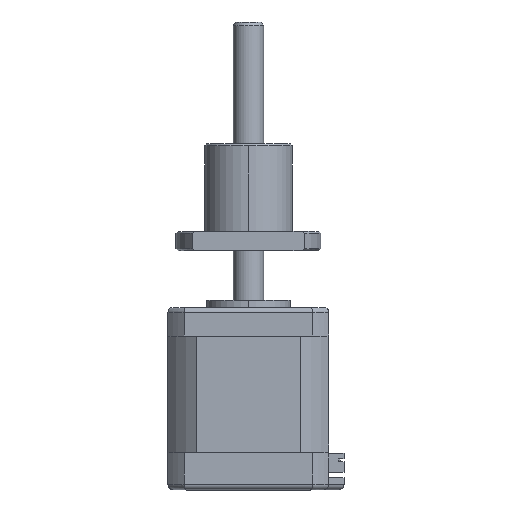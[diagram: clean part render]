
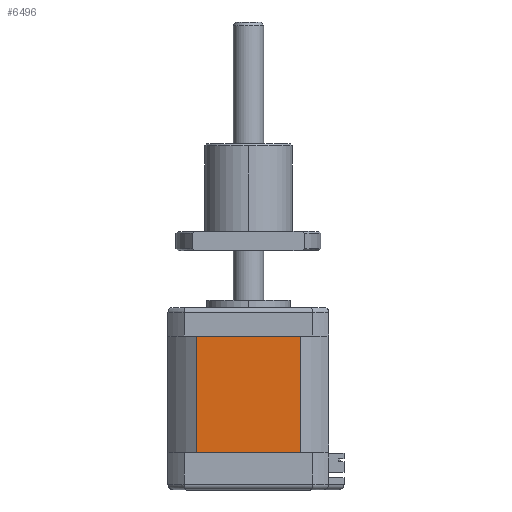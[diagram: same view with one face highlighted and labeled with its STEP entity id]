
A CAD part, top view. The second image highlights one B-rep face of the part: STEP entity #6496.
In plain terms, the highlighted planar face has unit normal (0, 0, 1).
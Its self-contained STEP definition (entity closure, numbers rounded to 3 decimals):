
#324 = LINE ( 'NONE', #1743, #8820 ) ;
#1023 = AXIS2_PLACEMENT_3D ( 'NONE', #2208, #7969, #3047 ) ;
#1127 = VECTOR ( 'NONE', #7543, 1000. ) ;
#1433 = EDGE_CURVE ( 'NONE', #10247, #6662, #7248, .T. ) ;
#1488 = CARTESIAN_POINT ( 'NONE',  ( 8.885, 14.443, 37.738 ) ) ;
#1625 = PLANE ( 'NONE',  #1023 ) ;
#1743 = CARTESIAN_POINT ( 'NONE',  ( 8.885, -16.057, 37.738 ) ) ;
#1756 = CARTESIAN_POINT ( 'NONE',  ( -18.303, -16.057, 37.738 ) ) ;
#2208 = CARTESIAN_POINT ( 'NONE',  ( 8.885, -16.057, 37.738 ) ) ;
#2477 = CARTESIAN_POINT ( 'NONE',  ( 8.885, 14.443, 37.738 ) ) ;
#2582 = LINE ( 'NONE', #1488, #8866 ) ;
#2964 = EDGE_CURVE ( 'NONE', #5913, #10566, #3347, .T. ) ;
#3047 = DIRECTION ( 'NONE',  ( 1., 0., 0. ) ) ;
#3330 = EDGE_CURVE ( 'NONE', #6662, #10566, #2582, .T. ) ;
#3347 = LINE ( 'NONE', #1756, #1127 ) ;
#3602 = CARTESIAN_POINT ( 'NONE',  ( 8.885, -16.057, 37.738 ) ) ;
#4449 = ORIENTED_EDGE ( 'NONE', *, *, #2964, .F. ) ;
#5068 = DIRECTION ( 'NONE',  ( -1., 0., 0. ) ) ;
#5085 = VECTOR ( 'NONE', #8541, 1000. ) ;
#5625 = DIRECTION ( 'NONE',  ( -1., 0., 0. ) ) ;
#5913 = VERTEX_POINT ( 'NONE', #10492 ) ;
#6496 = ADVANCED_FACE ( 'NONE', ( #8415 ), #1625, .F. ) ;
#6662 = VERTEX_POINT ( 'NONE', #2477 ) ;
#6768 = CARTESIAN_POINT ( 'NONE',  ( 8.885, -16.057, 37.738 ) ) ;
#7248 = LINE ( 'NONE', #6768, #5085 ) ;
#7286 = CARTESIAN_POINT ( 'NONE',  ( -18.303, 14.443, 37.738 ) ) ;
#7543 = DIRECTION ( 'NONE',  ( 0., 1., 0. ) ) ;
#7634 = EDGE_LOOP ( 'NONE', ( #9744, #4449, #8730, #8722 ) ) ;
#7966 = EDGE_CURVE ( 'NONE', #10247, #5913, #324, .T. ) ;
#7969 = DIRECTION ( 'NONE',  ( 0., 0., -1. ) ) ;
#8415 = FACE_OUTER_BOUND ( 'NONE', #7634, .T. ) ;
#8541 = DIRECTION ( 'NONE',  ( 0., 1., 0. ) ) ;
#8722 = ORIENTED_EDGE ( 'NONE', *, *, #1433, .T. ) ;
#8730 = ORIENTED_EDGE ( 'NONE', *, *, #7966, .F. ) ;
#8820 = VECTOR ( 'NONE', #5068, 1000. ) ;
#8866 = VECTOR ( 'NONE', #5625, 1000. ) ;
#9744 = ORIENTED_EDGE ( 'NONE', *, *, #3330, .T. ) ;
#10247 = VERTEX_POINT ( 'NONE', #3602 ) ;
#10492 = CARTESIAN_POINT ( 'NONE',  ( -18.303, -16.057, 37.738 ) ) ;
#10566 = VERTEX_POINT ( 'NONE', #7286 ) ;
